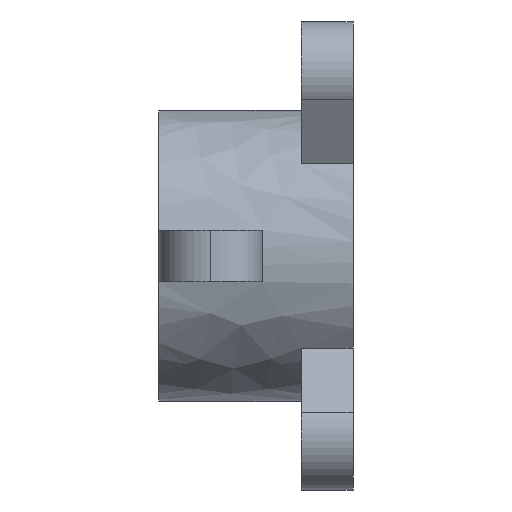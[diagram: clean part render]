
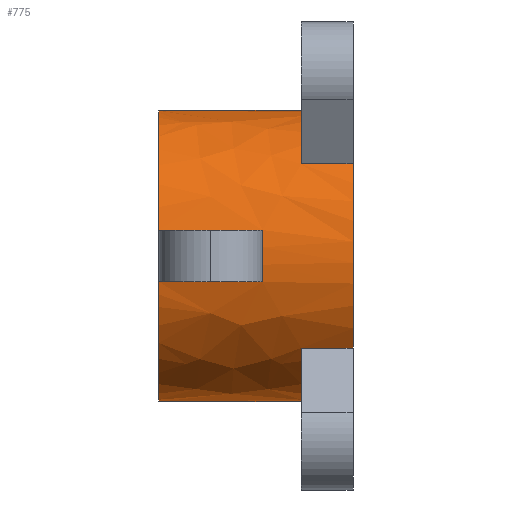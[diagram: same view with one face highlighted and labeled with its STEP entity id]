
A CAD part, left-side view. The second image highlights one B-rep face of the part: STEP entity #775.
In plain terms, the highlighted free-form (B-spline) face has degree [2, 1] with [5, 2] control points.
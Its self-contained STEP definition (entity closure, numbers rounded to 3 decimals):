
#466 = VERTEX_POINT('',#467);
#467 = CARTESIAN_POINT('',(0.,5.664,
    4.248));
#468 = VERTEX_POINT('',#469);
#469 = CARTESIAN_POINT('',(0.,5.664,-4.248));
#477 = EDGE_CURVE('',#466,#478,#480,.T.);
#478 = VERTEX_POINT('',#479);
#479 = CARTESIAN_POINT('',(0.,0.,4.248));
#480 = B_SPLINE_CURVE_WITH_KNOTS('',1,(#481,#482),.UNSPECIFIED.,.F.,.F.,
  (2,2),(-0.,6.),.PIECEWISE_BEZIER_KNOTS.);
#481 = CARTESIAN_POINT('',(0.,5.664,
    4.248));
#482 = CARTESIAN_POINT('',(0.,0.,4.248));
#485 = VERTEX_POINT('',#486);
#486 = CARTESIAN_POINT('',(0.,0.,-4.248));
#494 = EDGE_CURVE('',#468,#485,#495,.T.);
#495 = B_SPLINE_CURVE_WITH_KNOTS('',1,(#496,#497),.UNSPECIFIED.,.F.,.F.,
  (2,2),(-0.,6.),.PIECEWISE_BEZIER_KNOTS.);
#496 = CARTESIAN_POINT('',(0.,5.664,-4.248));
#497 = CARTESIAN_POINT('',(0.,0.,-4.248));
#775 = ADVANCED_FACE('',(#776),#882,.T.);
#776 = FACE_BOUND('',#777,.T.);
#777 = EDGE_LOOP('',(#778,#779,#787,#794,#802,#809,#815,#816,#824,#831,
    #839,#846,#854,#861,#869,#876));
#778 = ORIENTED_EDGE('',*,*,#477,.F.);
#779 = ORIENTED_EDGE('',*,*,#780,.F.);
#780 = EDGE_CURVE('',#781,#466,#783,.T.);
#781 = VERTEX_POINT('',#782);
#782 = CARTESIAN_POINT('',(-4.18,5.664,0.755
    ));
#783 = ( BOUNDED_CURVE() B_SPLINE_CURVE(2,(#784,#785,#786),
.UNSPECIFIED.,.F.,.F.) B_SPLINE_CURVE_WITH_KNOTS((3,3),(4.891,
6.283),.PIECEWISE_BEZIER_KNOTS.) CURVE() 
GEOMETRIC_REPRESENTATION_ITEM() RATIONAL_B_SPLINE_CURVE((1.,
0.767,1.)) REPRESENTATION_ITEM('') );
#784 = CARTESIAN_POINT('',(-4.18,5.664,0.755
    ));
#785 = CARTESIAN_POINT('',(-3.549,5.664,4.248
    ));
#786 = CARTESIAN_POINT('',(0.,5.664,
    4.248));
#787 = ORIENTED_EDGE('',*,*,#788,.T.);
#788 = EDGE_CURVE('',#781,#789,#791,.T.);
#789 = VERTEX_POINT('',#790);
#790 = CARTESIAN_POINT('',(-4.18,2.643,0.755
    ));
#791 = B_SPLINE_CURVE_WITH_KNOTS('',1,(#792,#793),.UNSPECIFIED.,.F.,.F.,
  (2,2),(-0.,3.2),.PIECEWISE_BEZIER_KNOTS.);
#792 = CARTESIAN_POINT('',(-4.18,5.664,0.755
    ));
#793 = CARTESIAN_POINT('',(-4.18,2.643,0.755
    ));
#794 = ORIENTED_EDGE('',*,*,#795,.F.);
#795 = EDGE_CURVE('',#796,#789,#798,.T.);
#796 = VERTEX_POINT('',#797);
#797 = CARTESIAN_POINT('',(-4.18,2.643,
    -0.755));
#798 = ( BOUNDED_CURVE() B_SPLINE_CURVE(2,(#799,#800,#801),
.UNSPECIFIED.,.F.,.F.) B_SPLINE_CURVE_WITH_KNOTS((3,3),(6.104,
6.462),.PIECEWISE_BEZIER_KNOTS.) CURVE() 
GEOMETRIC_REPRESENTATION_ITEM() RATIONAL_B_SPLINE_CURVE((1.,
0.984,1.)) REPRESENTATION_ITEM('') );
#799 = CARTESIAN_POINT('',(-4.18,2.643,
    -0.755));
#800 = CARTESIAN_POINT('',(-4.316,2.643,
    0.));
#801 = CARTESIAN_POINT('',(-4.18,2.643,0.755
    ));
#802 = ORIENTED_EDGE('',*,*,#803,.F.);
#803 = EDGE_CURVE('',#804,#796,#806,.T.);
#804 = VERTEX_POINT('',#805);
#805 = CARTESIAN_POINT('',(-4.18,5.664,
    -0.755));
#806 = B_SPLINE_CURVE_WITH_KNOTS('',1,(#807,#808),.UNSPECIFIED.,.F.,.F.,
  (2,2),(-0.,3.2),.PIECEWISE_BEZIER_KNOTS.);
#807 = CARTESIAN_POINT('',(-4.18,5.664,
    -0.755));
#808 = CARTESIAN_POINT('',(-4.18,2.643,
    -0.755));
#809 = ORIENTED_EDGE('',*,*,#810,.F.);
#810 = EDGE_CURVE('',#468,#804,#811,.T.);
#811 = ( BOUNDED_CURVE() B_SPLINE_CURVE(2,(#812,#813,#814),
.UNSPECIFIED.,.F.,.F.) B_SPLINE_CURVE_WITH_KNOTS((3,3),(3.142,
4.534),.PIECEWISE_BEZIER_KNOTS.) CURVE() 
GEOMETRIC_REPRESENTATION_ITEM() RATIONAL_B_SPLINE_CURVE((1.,
0.767,1.)) REPRESENTATION_ITEM('') );
#812 = CARTESIAN_POINT('',(0.,5.664,
    -4.248));
#813 = CARTESIAN_POINT('',(-3.549,5.664,
    -4.248));
#814 = CARTESIAN_POINT('',(-4.18,5.664,
    -0.755));
#815 = ORIENTED_EDGE('',*,*,#494,.T.);
#816 = ORIENTED_EDGE('',*,*,#817,.T.);
#817 = EDGE_CURVE('',#485,#818,#820,.T.);
#818 = VERTEX_POINT('',#819);
#819 = CARTESIAN_POINT('',(-0.677,0.,-4.193));
#820 = ( BOUNDED_CURVE() B_SPLINE_CURVE(2,(#821,#822,#823),
.UNSPECIFIED.,.F.,.F.) B_SPLINE_CURVE_WITH_KNOTS((3,3),(3.142,
3.302),.PIECEWISE_BEZIER_KNOTS.) CURVE() 
GEOMETRIC_REPRESENTATION_ITEM() RATIONAL_B_SPLINE_CURVE((1.,
0.997,1.)) REPRESENTATION_ITEM('') );
#821 = CARTESIAN_POINT('',(0.,0.,-4.248));
#822 = CARTESIAN_POINT('',(-0.341,0.,-4.248));
#823 = CARTESIAN_POINT('',(-0.677,0.,-4.193));
#824 = ORIENTED_EDGE('',*,*,#825,.F.);
#825 = EDGE_CURVE('',#826,#818,#828,.T.);
#826 = VERTEX_POINT('',#827);
#827 = CARTESIAN_POINT('',(-0.677,1.51,
    -4.193));
#828 = B_SPLINE_CURVE_WITH_KNOTS('',1,(#829,#830),.UNSPECIFIED.,.F.,.F.,
  (2,2),(0.,1.6),.PIECEWISE_BEZIER_KNOTS.);
#829 = CARTESIAN_POINT('',(-0.677,1.51,
    -4.193));
#830 = CARTESIAN_POINT('',(-0.677,0.,-4.193));
#831 = ORIENTED_EDGE('',*,*,#832,.T.);
#832 = EDGE_CURVE('',#826,#833,#835,.T.);
#833 = VERTEX_POINT('',#834);
#834 = CARTESIAN_POINT('',(-3.293,1.51,
    -2.683));
#835 = ( BOUNDED_CURVE() B_SPLINE_CURVE(2,(#836,#837,#838),
.UNSPECIFIED.,.F.,.F.) B_SPLINE_CURVE_WITH_KNOTS((3,3),(3.302,
4.029),.PIECEWISE_BEZIER_KNOTS.) CURVE() 
GEOMETRIC_REPRESENTATION_ITEM() RATIONAL_B_SPLINE_CURVE((1.,
0.935,1.)) REPRESENTATION_ITEM('') );
#836 = CARTESIAN_POINT('',(-0.677,1.51,
    -4.193));
#837 = CARTESIAN_POINT('',(-2.272,1.51,
    -3.936));
#838 = CARTESIAN_POINT('',(-3.293,1.51,
    -2.683));
#839 = ORIENTED_EDGE('',*,*,#840,.T.);
#840 = EDGE_CURVE('',#833,#841,#843,.T.);
#841 = VERTEX_POINT('',#842);
#842 = CARTESIAN_POINT('',(-3.293,0.,-2.683));
#843 = B_SPLINE_CURVE_WITH_KNOTS('',1,(#844,#845),.UNSPECIFIED.,.F.,.F.,
  (2,2),(0.,1.6),.PIECEWISE_BEZIER_KNOTS.);
#844 = CARTESIAN_POINT('',(-3.293,1.51,
    -2.683));
#845 = CARTESIAN_POINT('',(-3.293,0.,-2.683));
#846 = ORIENTED_EDGE('',*,*,#847,.T.);
#847 = EDGE_CURVE('',#841,#848,#850,.T.);
#848 = VERTEX_POINT('',#849);
#849 = CARTESIAN_POINT('',(-3.293,0.,2.683));
#850 = ( BOUNDED_CURVE() B_SPLINE_CURVE(2,(#851,#852,#853),
.UNSPECIFIED.,.F.,.F.) B_SPLINE_CURVE_WITH_KNOTS((3,3),(4.029,
5.396),.PIECEWISE_BEZIER_KNOTS.) CURVE() 
GEOMETRIC_REPRESENTATION_ITEM() RATIONAL_B_SPLINE_CURVE((1.,
0.775,1.)) REPRESENTATION_ITEM('') );
#851 = CARTESIAN_POINT('',(-3.293,0.,-2.683));
#852 = CARTESIAN_POINT('',(-5.479,0.,0.));
#853 = CARTESIAN_POINT('',(-3.293,0.,2.683));
#854 = ORIENTED_EDGE('',*,*,#855,.F.);
#855 = EDGE_CURVE('',#856,#848,#858,.T.);
#856 = VERTEX_POINT('',#857);
#857 = CARTESIAN_POINT('',(-3.293,1.51,2.683
    ));
#858 = B_SPLINE_CURVE_WITH_KNOTS('',1,(#859,#860),.UNSPECIFIED.,.F.,.F.,
  (2,2),(0.,1.6),.PIECEWISE_BEZIER_KNOTS.);
#859 = CARTESIAN_POINT('',(-3.293,1.51,2.683
    ));
#860 = CARTESIAN_POINT('',(-3.293,0.,2.683));
#861 = ORIENTED_EDGE('',*,*,#862,.T.);
#862 = EDGE_CURVE('',#856,#863,#865,.T.);
#863 = VERTEX_POINT('',#864);
#864 = CARTESIAN_POINT('',(-0.677,1.51,4.193
    ));
#865 = ( BOUNDED_CURVE() B_SPLINE_CURVE(2,(#866,#867,#868),
.UNSPECIFIED.,.F.,.F.) B_SPLINE_CURVE_WITH_KNOTS((3,3),(5.396,
6.123),.PIECEWISE_BEZIER_KNOTS.) CURVE() 
GEOMETRIC_REPRESENTATION_ITEM() RATIONAL_B_SPLINE_CURVE((1.,
0.935,1.)) REPRESENTATION_ITEM('') );
#866 = CARTESIAN_POINT('',(-3.293,1.51,2.683
    ));
#867 = CARTESIAN_POINT('',(-2.272,1.51,3.936
    ));
#868 = CARTESIAN_POINT('',(-0.677,1.51,4.193
    ));
#869 = ORIENTED_EDGE('',*,*,#870,.T.);
#870 = EDGE_CURVE('',#863,#871,#873,.T.);
#871 = VERTEX_POINT('',#872);
#872 = CARTESIAN_POINT('',(-0.677,0.,4.193));
#873 = B_SPLINE_CURVE_WITH_KNOTS('',1,(#874,#875),.UNSPECIFIED.,.F.,.F.,
  (2,2),(0.,1.6),.PIECEWISE_BEZIER_KNOTS.);
#874 = CARTESIAN_POINT('',(-0.677,1.51,4.193
    ));
#875 = CARTESIAN_POINT('',(-0.677,0.,4.193));
#876 = ORIENTED_EDGE('',*,*,#877,.T.);
#877 = EDGE_CURVE('',#871,#478,#878,.T.);
#878 = ( BOUNDED_CURVE() B_SPLINE_CURVE(2,(#879,#880,#881),
.UNSPECIFIED.,.F.,.F.) B_SPLINE_CURVE_WITH_KNOTS((3,3),(6.123,
6.283),.PIECEWISE_BEZIER_KNOTS.) CURVE() 
GEOMETRIC_REPRESENTATION_ITEM() RATIONAL_B_SPLINE_CURVE((1.,
0.997,1.)) REPRESENTATION_ITEM('') );
#879 = CARTESIAN_POINT('',(-0.677,0.,4.193));
#880 = CARTESIAN_POINT('',(-0.341,0.,4.248));
#881 = CARTESIAN_POINT('',(0.,0.,4.248));
#882 = ( BOUNDED_SURFACE() B_SPLINE_SURFACE(2,1,(
    (#883,#884)
    ,(#885,#886)
    ,(#887,#888)
    ,(#889,#890)
,(#891,#892
    )),.UNSPECIFIED.,.F.,.F.,.F.) B_SPLINE_SURFACE_WITH_KNOTS((3,2,3),(2
    ,2),(3.142,4.712,6.283),(0.,6.),
.PIECEWISE_BEZIER_KNOTS.) GEOMETRIC_REPRESENTATION_ITEM() 
RATIONAL_B_SPLINE_SURFACE((
    (1.,1.)
    ,(0.707,0.707)
    ,(1.,1.)
    ,(0.707,0.707)
,(1.,1.))) REPRESENTATION_ITEM('') SURFACE() );
#883 = CARTESIAN_POINT('',(0.,5.664,
    4.248));
#884 = CARTESIAN_POINT('',(0.,0.,4.248));
#885 = CARTESIAN_POINT('',(-4.248,5.664,4.248
    ));
#886 = CARTESIAN_POINT('',(-4.248,0.,4.248));
#887 = CARTESIAN_POINT('',(-4.248,5.664,
    0.));
#888 = CARTESIAN_POINT('',(-4.248,0.,0.));
#889 = CARTESIAN_POINT('',(-4.248,5.664,
    -4.248));
#890 = CARTESIAN_POINT('',(-4.248,0.,-4.248));
#891 = CARTESIAN_POINT('',(0.,5.664,
    -4.248));
#892 = CARTESIAN_POINT('',(0.,0.,-4.248));
